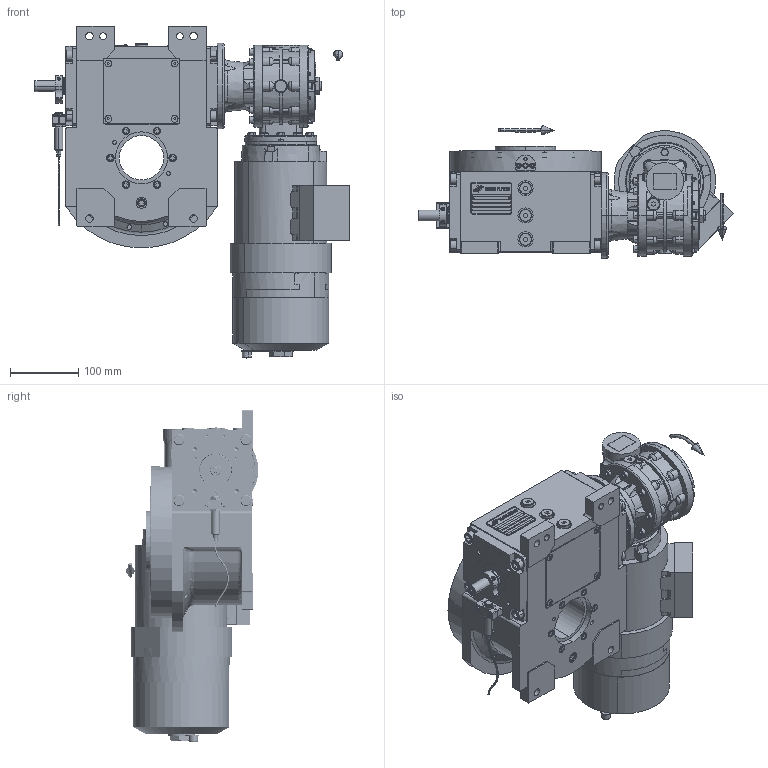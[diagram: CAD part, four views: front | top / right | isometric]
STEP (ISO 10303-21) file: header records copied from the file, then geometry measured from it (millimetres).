
FILE_DESCRIPTION (( 'STEP AP203' ), '1' );
FILE_NAME ('PC5201727.step', '2025-12-03T12:54:58', ( '' ), ( '' ), 'SwSTEP 2.0', 'SolidWorks 2020', '' );
FILE_SCHEMA (( 'CONFIG_CONTROL_DESIGN' ));
Length unit declared in the file: millimetre
Products named in the file (85): rig06_001_a_s_003; cfn2128_04_004; CFN2010_01_012.stp; cfn2000_01_103; AS_rig06_004_s_001; rig06_005_n_01; cfn2155_01_303; CFN2356_03_047.stp; CFN2223_01-570X6-B.stp; cfn2010_01_015.prt; cfn2077_01_018; rig06_003_8_002; rig06_007_master; cfn2000_01_124; RMI50_F1_LCB_DX_71B14; cfn2128_19_002; cfn2155_01_200; cfn2002_01_008; rig06_016; cfn2115_01_005; cfn2401_01_003; cfn2104_01_016; cfn2115_02_165; PC5201727; AS_rig06_016; cfn2155_01_056; CFN2203_02_001.stp; freccia_angolare_albero; 900_38_11_06_4; cfn2070_05_005; AS_rig06_004; AS_900_38_30_003; CFN2104_02_017.stp; BA71B14; AS_rig06_071_8_m_n_02; CFN2010_02_002.stp; cfn2107_01_001; rig06_071_08_m_n_02_asm.stp; cfn2276_01_074; rig06_004_s_001 ...
Assembly tree (80 placements, depth 5):
  CFN2010_01_012.stp
  CFN2356_03_047.stp
  CFN2223_01-570X6-B.stp
  cfn2077_01_018
  rig06_007_master
Bounding box: 460.91 x 194 x 486.18 mm (x, y, z)
Volume: 7973227.8 mm3; surface area: 1169468.8 mm2
Topology: 71 solids, 73 shells, 3846 faces, 9746 edges, 6229 vertices
Faces by surface type: plane 1770, cylinder 1300, cone 581, torus 163, bspline 26, sphere 6
Entity records: 134845 total; most frequent: CARTESIAN_POINT 35900, DIRECTION 18958, ORIENTED_EDGE 18624, EDGE_CURVE 9314, AXIS2_PLACEMENT_3D 6894, VERTEX_POINT 6024, LINE 5170, VECTOR 5170
